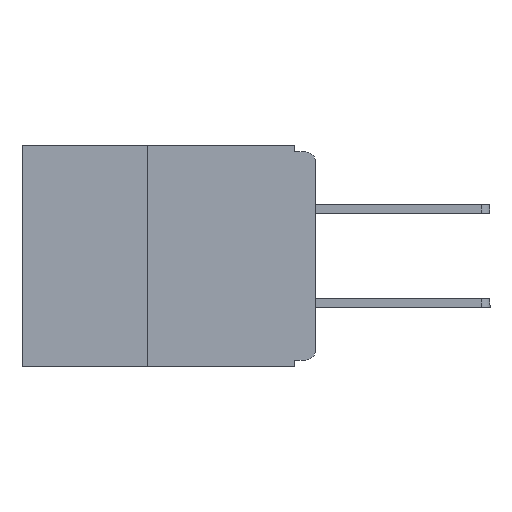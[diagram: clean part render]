
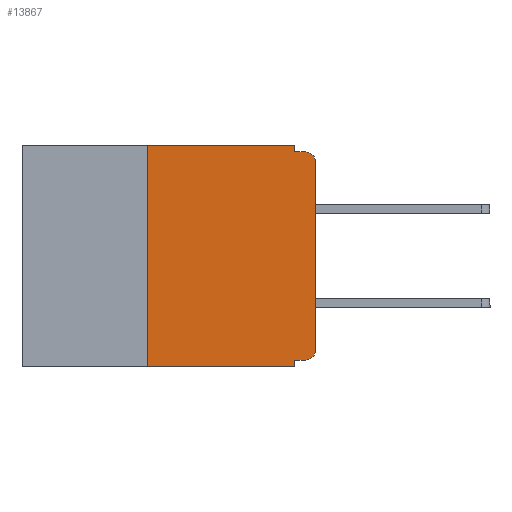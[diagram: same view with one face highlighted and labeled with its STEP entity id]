
A CAD part, left-side view. The second image highlights one B-rep face of the part: STEP entity #13867.
In plain terms, the highlighted planar face has unit normal (-1, 0, 0).
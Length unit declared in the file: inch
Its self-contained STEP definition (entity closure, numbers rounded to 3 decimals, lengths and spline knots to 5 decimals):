
#290 = CARTESIAN_POINT ( 'NONE',  ( 0., 0.031, -0.01 ) ) ;
#1461 = FACE_OUTER_BOUND ( 'NONE', #6908, .T. ) ;
#1487 = DIRECTION ( 'NONE',  ( 0., 0., -1. ) ) ;
#1686 = AXIS2_PLACEMENT_3D ( 'NONE', #25616, #13920, #1487 ) ;
#1783 = AXIS2_PLACEMENT_3D ( 'NONE', #19396, #7302, #21406 ) ;
#1921 = VECTOR ( 'NONE', #16453, 39.37008 ) ;
#2340 = LINE ( 'NONE', #20379, #4987 ) ;
#3069 = PLANE ( 'NONE',  #1783 ) ;
#3077 = VERTEX_POINT ( 'NONE', #5952 ) ;
#4768 = VECTOR ( 'NONE', #9261, 39.37008 ) ;
#4833 = EDGE_CURVE ( 'NONE', #23495, #20863, #14131, .T. ) ;
#4905 = VERTEX_POINT ( 'NONE', #10669 ) ;
#4987 = VECTOR ( 'NONE', #8278, 39.37008 ) ;
#5268 = VERTEX_POINT ( 'NONE', #5648 ) ;
#5648 = CARTESIAN_POINT ( 'NONE',  ( 0., 0.015, -0.32 ) ) ;
#5834 = AXIS2_PLACEMENT_3D ( 'NONE', #11620, #25381, #13645 ) ;
#5927 = CARTESIAN_POINT ( 'NONE',  ( 0., 0., -0.305 ) ) ;
#5942 = VECTOR ( 'NONE', #20544, 39.37008 ) ;
#5952 = CARTESIAN_POINT ( 'NONE',  ( 0., 0.25, -0.33 ) ) ;
#6057 = EDGE_CURVE ( 'NONE', #3077, #19328, #12450, .T. ) ;
#6085 = CIRCLE ( 'NONE', #1686, 0.015 ) ;
#6152 = VERTEX_POINT ( 'NONE', #5927 ) ;
#6383 = EDGE_CURVE ( 'NONE', #25060, #4905, #25932, .T. ) ;
#6410 = DIRECTION ( 'NONE',  ( 0., 0., -1. ) ) ;
#6570 = DIRECTION ( 'NONE',  ( 0., 0., -1. ) ) ;
#6908 = EDGE_LOOP ( 'NONE', ( #18264, #18363, #18388, #18632, #18660, #18686, #18972, #19042, #19098, #19279 ) ) ;
#7169 = CARTESIAN_POINT ( 'NONE',  ( 0., 0., 0. ) ) ;
#7302 = DIRECTION ( 'NONE',  ( 1., 0., 0. ) ) ;
#7350 = EDGE_CURVE ( 'NONE', #22419, #18552, #10145, .T. ) ;
#8142 = LINE ( 'NONE', #20495, #1921 ) ;
#8246 = EDGE_CURVE ( 'NONE', #5268, #25060, #24036, .T. ) ;
#8278 = DIRECTION ( 'NONE',  ( 0., -1., 0. ) ) ;
#8281 = EDGE_CURVE ( 'NONE', #19328, #23495, #8142, .T. ) ;
#8697 = CARTESIAN_POINT ( 'NONE',  ( 0., 0.031, -0.33 ) ) ;
#9261 = DIRECTION ( 'NONE',  ( 0., 0., 1. ) ) ;
#9751 = EDGE_CURVE ( 'NONE', #5268, #6152, #6085, .T. ) ;
#10145 = CIRCLE ( 'NONE', #5834, 0.015 ) ;
#10196 = VECTOR ( 'NONE', #6570, 39.37008 ) ;
#10209 = EDGE_CURVE ( 'NONE', #6152, #22419, #15687, .T. ) ;
#10669 = CARTESIAN_POINT ( 'NONE',  ( 0., 0.031, -0.33 ) ) ;
#11488 = LINE ( 'NONE', #20463, #5942 ) ;
#11620 = CARTESIAN_POINT ( 'NONE',  ( 0., 0.015, -0.025 ) ) ;
#12444 = DIRECTION ( 'NONE',  ( 0., 1., 0. ) ) ;
#12450 = LINE ( 'NONE', #20293, #22349 ) ;
#13645 = DIRECTION ( 'NONE',  ( 0., 0., -1. ) ) ;
#13658 = CARTESIAN_POINT ( 'NONE',  ( 0., 0.031, -0.32 ) ) ;
#13867 = ADVANCED_FACE ( 'NONE', ( #1461 ), #3069, .F. ) ;
#13920 = DIRECTION ( 'NONE',  ( -1., 0., 0. ) ) ;
#14131 = LINE ( 'NONE', #18575, #19400 ) ;
#15357 = EDGE_CURVE ( 'NONE', #3077, #4905, #2340, .T. ) ;
#15420 = EDGE_CURVE ( 'NONE', #20863, #18552, #11488, .T. ) ;
#15687 = LINE ( 'NONE', #7169, #4768 ) ;
#16326 = DIRECTION ( 'NONE',  ( 0., 0., 1. ) ) ;
#16453 = DIRECTION ( 'NONE',  ( 0., -1., 0. ) ) ;
#18264 = ORIENTED_EDGE ( 'NONE', *, *, #10209, .T. ) ;
#18363 = ORIENTED_EDGE ( 'NONE', *, *, #7350, .T. ) ;
#18388 = ORIENTED_EDGE ( 'NONE', *, *, #15420, .F. ) ;
#18533 = CARTESIAN_POINT ( 'NONE',  ( 0., 0.015, -0.01 ) ) ;
#18552 = VERTEX_POINT ( 'NONE', #18533 ) ;
#18575 = CARTESIAN_POINT ( 'NONE',  ( 0., 0.031, 0. ) ) ;
#18632 = ORIENTED_EDGE ( 'NONE', *, *, #4833, .F. ) ;
#18660 = ORIENTED_EDGE ( 'NONE', *, *, #8281, .F. ) ;
#18686 = ORIENTED_EDGE ( 'NONE', *, *, #6057, .F. ) ;
#18920 = CARTESIAN_POINT ( 'NONE',  ( 0., 0.25, 0. ) ) ;
#18972 = ORIENTED_EDGE ( 'NONE', *, *, #15357, .T. ) ;
#19042 = ORIENTED_EDGE ( 'NONE', *, *, #6383, .F. ) ;
#19098 = ORIENTED_EDGE ( 'NONE', *, *, #8246, .F. ) ;
#19279 = ORIENTED_EDGE ( 'NONE', *, *, #9751, .T. ) ;
#19328 = VERTEX_POINT ( 'NONE', #18920 ) ;
#19396 = CARTESIAN_POINT ( 'NONE',  ( 0., 0.437, 0. ) ) ;
#19400 = VECTOR ( 'NONE', #6410, 39.37008 ) ;
#19512 = VECTOR ( 'NONE', #12444, 39.37008 ) ;
#20293 = CARTESIAN_POINT ( 'NONE',  ( 0., 0.25, -0.33 ) ) ;
#20379 = CARTESIAN_POINT ( 'NONE',  ( 0., 0.437, -0.33 ) ) ;
#20463 = CARTESIAN_POINT ( 'NONE',  ( 0., 0., -0.01 ) ) ;
#20495 = CARTESIAN_POINT ( 'NONE',  ( 0., 0.437, 0. ) ) ;
#20544 = DIRECTION ( 'NONE',  ( 0., -1., 0. ) ) ;
#20863 = VERTEX_POINT ( 'NONE', #290 ) ;
#21406 = DIRECTION ( 'NONE',  ( 0., 0., -1. ) ) ;
#21692 = CARTESIAN_POINT ( 'NONE',  ( 0., 0.031, 0. ) ) ;
#22349 = VECTOR ( 'NONE', #16326, 39.37008 ) ;
#22419 = VERTEX_POINT ( 'NONE', #25914 ) ;
#23495 = VERTEX_POINT ( 'NONE', #21692 ) ;
#24036 = LINE ( 'NONE', #26153, #19512 ) ;
#25060 = VERTEX_POINT ( 'NONE', #13658 ) ;
#25381 = DIRECTION ( 'NONE',  ( -1., 0., 0. ) ) ;
#25616 = CARTESIAN_POINT ( 'NONE',  ( 0., 0.015, -0.305 ) ) ;
#25914 = CARTESIAN_POINT ( 'NONE',  ( 0., 0., -0.025 ) ) ;
#25932 = LINE ( 'NONE', #8697, #10196 ) ;
#26153 = CARTESIAN_POINT ( 'NONE',  ( 0., 0., -0.32 ) ) ;
